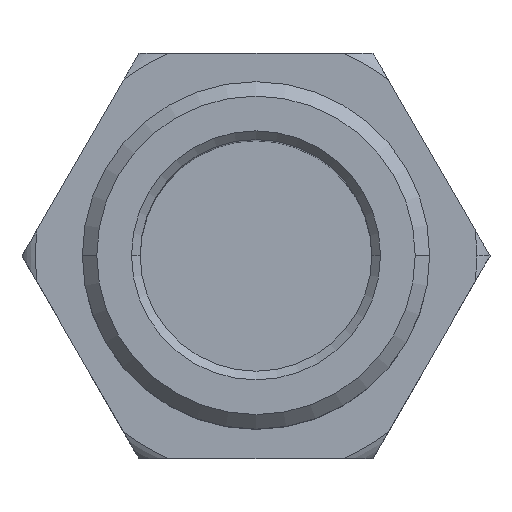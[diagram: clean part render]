
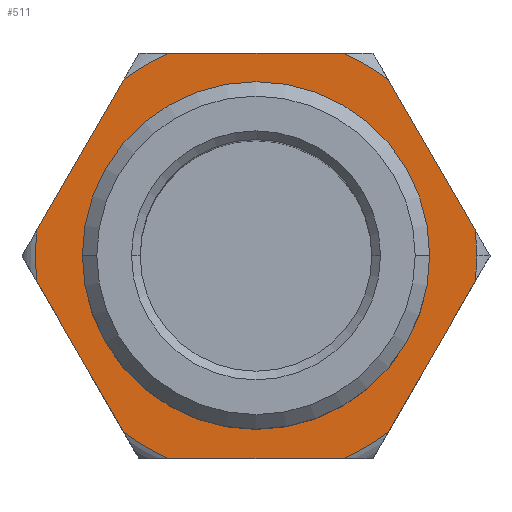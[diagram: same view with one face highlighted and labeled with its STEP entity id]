
A CAD part, top view. The second image highlights one B-rep face of the part: STEP entity #511.
In plain terms, the highlighted planar face has unit normal (0, 0, 1).
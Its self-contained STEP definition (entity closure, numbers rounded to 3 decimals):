
#7 = FACE_BOUND ( 'NONE', #638, .T. ) ;
#21 = LINE ( 'NONE', #1026, #285 ) ;
#42 = ORIENTED_EDGE ( 'NONE', *, *, #791, .F. ) ;
#44 = EDGE_CURVE ( 'NONE', #850, #1515, #1564, .T. ) ;
#45 = VERTEX_POINT ( 'NONE', #1303 ) ;
#64 = CARTESIAN_POINT ( 'NONE',  ( 8.083, 0., -2.5 ) ) ;
#68 = DIRECTION ( 'NONE',  ( 0.5, -0.866, 0. ) ) ;
#82 = EDGE_CURVE ( 'NONE', #1204, #908, #1158, .T. ) ;
#93 = LINE ( 'NONE', #494, #1514 ) ;
#105 = EDGE_CURVE ( 'NONE', #850, #412, #755, .T. ) ;
#110 = VERTEX_POINT ( 'NONE', #1432 ) ;
#120 = ORIENTED_EDGE ( 'NONE', *, *, #1205, .T. ) ;
#136 = DIRECTION ( 'NONE',  ( 0., 0., 1. ) ) ;
#194 = DIRECTION ( 'NONE',  ( 0., 0., 1. ) ) ;
#195 = CIRCLE ( 'NONE', #734, 5.25 ) ;
#220 = DIRECTION ( 'NONE',  ( 1., 0., 0. ) ) ;
#229 = CARTESIAN_POINT ( 'NONE',  ( 4.559, 6.104, -2.5 ) ) ;
#230 = CARTESIAN_POINT ( 'NONE',  ( 0., 0., -2.5 ) ) ;
#248 = ORIENTED_EDGE ( 'NONE', *, *, #1396, .T. ) ;
#263 = CARTESIAN_POINT ( 'NONE',  ( 4.559, -6.104, -2.5 ) ) ;
#269 = DIRECTION ( 'NONE',  ( 0., 0., -1. ) ) ;
#275 = CIRCLE ( 'NONE', #609, 7.619 ) ;
#285 = VECTOR ( 'NONE', #68, 1000. ) ;
#293 = VERTEX_POINT ( 'NONE', #1687 ) ;
#336 = DIRECTION ( 'NONE',  ( 0., 0., 1. ) ) ;
#344 = CARTESIAN_POINT ( 'NONE',  ( -4.041, 7., -2.5 ) ) ;
#346 = CIRCLE ( 'NONE', #829, 7.619 ) ;
#360 = AXIS2_PLACEMENT_3D ( 'NONE', #1614, #816, #1060 ) ;
#364 = CARTESIAN_POINT ( 'NONE',  ( 0., 0., -2.5 ) ) ;
#385 = VECTOR ( 'NONE', #1710, 1000. ) ;
#394 = CIRCLE ( 'NONE', #454, 7.619 ) ;
#412 = VERTEX_POINT ( 'NONE', #263 ) ;
#416 = CARTESIAN_POINT ( 'NONE',  ( 0., 0., -2.5 ) ) ;
#454 = AXIS2_PLACEMENT_3D ( 'NONE', #970, #136, #1112 ) ;
#468 = DIRECTION ( 'NONE',  ( 0., 0., 1. ) ) ;
#475 = DIRECTION ( 'NONE',  ( 1., 0., 0. ) ) ;
#482 = ORIENTED_EDGE ( 'NONE', *, *, #1098, .T. ) ;
#494 = CARTESIAN_POINT ( 'NONE',  ( -4.041, -7., -2.5 ) ) ;
#511 = ADVANCED_FACE ( 'NONE', ( #7, #1753 ), #652, .F. ) ;
#512 = AXIS2_PLACEMENT_3D ( 'NONE', #230, #795, #1610 ) ;
#546 = CARTESIAN_POINT ( 'NONE',  ( 4.041, -7., -2.5 ) ) ;
#553 = LINE ( 'NONE', #344, #1338 ) ;
#561 = EDGE_CURVE ( 'NONE', #1515, #1745, #275, .T. ) ;
#609 = AXIS2_PLACEMENT_3D ( 'NONE', #364, #1190, #220 ) ;
#620 = EDGE_CURVE ( 'NONE', #656, #110, #553, .T. ) ;
#623 = ORIENTED_EDGE ( 'NONE', *, *, #1431, .T. ) ;
#638 = EDGE_LOOP ( 'NONE', ( #832, #120 ) ) ;
#652 = PLANE ( 'NONE',  #512 ) ;
#656 = VERTEX_POINT ( 'NONE', #1326 ) ;
#669 = AXIS2_PLACEMENT_3D ( 'NONE', #1078, #269, #1655 ) ;
#678 = VERTEX_POINT ( 'NONE', #1596 ) ;
#734 = AXIS2_PLACEMENT_3D ( 'NONE', #416, #1242, #1773 ) ;
#755 = LINE ( 'NONE', #64, #385 ) ;
#783 = ORIENTED_EDGE ( 'NONE', *, *, #82, .F. ) ;
#791 = EDGE_CURVE ( 'NONE', #678, #998, #1008, .T. ) ;
#795 = DIRECTION ( 'NONE',  ( 0., 0., -1. ) ) ;
#814 = DIRECTION ( 'NONE',  ( 0., 0., 1. ) ) ;
#816 = DIRECTION ( 'NONE',  ( 0., 0., 1. ) ) ;
#829 = AXIS2_PLACEMENT_3D ( 'NONE', #1594, #468, #1434 ) ;
#832 = ORIENTED_EDGE ( 'NONE', *, *, #881, .T. ) ;
#833 = CARTESIAN_POINT ( 'NONE',  ( -7.566, 0.896, -2.5 ) ) ;
#850 = VERTEX_POINT ( 'NONE', #1253 ) ;
#868 = VERTEX_POINT ( 'NONE', #1764 ) ;
#879 = VECTOR ( 'NONE', #1163, 1000. ) ;
#881 = EDGE_CURVE ( 'NONE', #293, #45, #1651, .T. ) ;
#905 = VERTEX_POINT ( 'NONE', #1258 ) ;
#908 = VERTEX_POINT ( 'NONE', #1071 ) ;
#970 = CARTESIAN_POINT ( 'NONE',  ( 0., 0., -2.5 ) ) ;
#998 = VERTEX_POINT ( 'NONE', #1145 ) ;
#1008 = LINE ( 'NONE', #546, #1370 ) ;
#1011 = ORIENTED_EDGE ( 'NONE', *, *, #105, .F. ) ;
#1026 = CARTESIAN_POINT ( 'NONE',  ( 4.041, 7., -2.5 ) ) ;
#1028 = DIRECTION ( 'NONE',  ( 1., 0., 0. ) ) ;
#1060 = DIRECTION ( 'NONE',  ( 1., 0., 0. ) ) ;
#1067 = AXIS2_PLACEMENT_3D ( 'NONE', #1638, #814, #1781 ) ;
#1071 = CARTESIAN_POINT ( 'NONE',  ( -4.559, 6.104, -2.5 ) ) ;
#1078 = CARTESIAN_POINT ( 'NONE',  ( 0., 0., -2.5 ) ) ;
#1080 = CARTESIAN_POINT ( 'NONE',  ( 7.566, 0.896, -2.5 ) ) ;
#1098 = EDGE_CURVE ( 'NONE', #1204, #868, #1391, .T. ) ;
#1112 = DIRECTION ( 'NONE',  ( 1., 0., 0. ) ) ;
#1123 = EDGE_CURVE ( 'NONE', #1309, #1745, #21, .T. ) ;
#1132 = CIRCLE ( 'NONE', #360, 7.619 ) ;
#1145 = CARTESIAN_POINT ( 'NONE',  ( -3.007, -7., -2.5 ) ) ;
#1146 = AXIS2_PLACEMENT_3D ( 'NONE', #1166, #194, #1028 ) ;
#1156 = ORIENTED_EDGE ( 'NONE', *, *, #1770, .T. ) ;
#1158 = LINE ( 'NONE', #1298, #879 ) ;
#1163 = DIRECTION ( 'NONE',  ( 0.5, 0.866, 0. ) ) ;
#1164 = CARTESIAN_POINT ( 'NONE',  ( 0., 0., -2.5 ) ) ;
#1166 = CARTESIAN_POINT ( 'NONE',  ( 0., 0., -2.5 ) ) ;
#1171 = DIRECTION ( 'NONE',  ( 1., 0., 0. ) ) ;
#1190 = DIRECTION ( 'NONE',  ( 0., 0., 1. ) ) ;
#1204 = VERTEX_POINT ( 'NONE', #833 ) ;
#1205 = EDGE_CURVE ( 'NONE', #45, #293, #195, .T. ) ;
#1217 = ORIENTED_EDGE ( 'NONE', *, *, #1123, .F. ) ;
#1242 = DIRECTION ( 'NONE',  ( 0., 0., -1. ) ) ;
#1253 = CARTESIAN_POINT ( 'NONE',  ( 7.566, -0.896, -2.5 ) ) ;
#1258 = CARTESIAN_POINT ( 'NONE',  ( -4.559, -6.104, -2.5 ) ) ;
#1268 = EDGE_LOOP ( 'NONE', ( #623, #783, #482, #1708, #248, #42, #1617, #1011, #1351, #1654, #1217, #1156, #1420 ) ) ;
#1298 = CARTESIAN_POINT ( 'NONE',  ( -8.083, 0., -2.5 ) ) ;
#1299 = CARTESIAN_POINT ( 'NONE',  ( 7.619, 0., -2.5 ) ) ;
#1303 = CARTESIAN_POINT ( 'NONE',  ( -5.25, 0., -2.5 ) ) ;
#1309 = VERTEX_POINT ( 'NONE', #229 ) ;
#1326 = CARTESIAN_POINT ( 'NONE',  ( -3.007, 7., -2.5 ) ) ;
#1338 = VECTOR ( 'NONE', #1171, 1000. ) ;
#1340 = EDGE_CURVE ( 'NONE', #678, #412, #1132, .T. ) ;
#1351 = ORIENTED_EDGE ( 'NONE', *, *, #44, .T. ) ;
#1358 = DIRECTION ( 'NONE',  ( -1., 0., 0. ) ) ;
#1370 = VECTOR ( 'NONE', #1358, 1000. ) ;
#1391 = CIRCLE ( 'NONE', #1554, 7.619 ) ;
#1396 = EDGE_CURVE ( 'NONE', #905, #998, #394, .T. ) ;
#1420 = ORIENTED_EDGE ( 'NONE', *, *, #620, .F. ) ;
#1429 = CIRCLE ( 'NONE', #1067, 7.619 ) ;
#1431 = EDGE_CURVE ( 'NONE', #656, #908, #346, .T. ) ;
#1432 = CARTESIAN_POINT ( 'NONE',  ( 3.007, 7., -2.5 ) ) ;
#1434 = DIRECTION ( 'NONE',  ( 1., 0., 0. ) ) ;
#1514 = VECTOR ( 'NONE', #1750, 1000. ) ;
#1515 = VERTEX_POINT ( 'NONE', #1299 ) ;
#1554 = AXIS2_PLACEMENT_3D ( 'NONE', #1164, #336, #475 ) ;
#1564 = CIRCLE ( 'NONE', #1146, 7.619 ) ;
#1594 = CARTESIAN_POINT ( 'NONE',  ( 0., 0., -2.5 ) ) ;
#1596 = CARTESIAN_POINT ( 'NONE',  ( 3.007, -7., -2.5 ) ) ;
#1610 = DIRECTION ( 'NONE',  ( -1., 0., 0. ) ) ;
#1614 = CARTESIAN_POINT ( 'NONE',  ( 0., 0., -2.5 ) ) ;
#1617 = ORIENTED_EDGE ( 'NONE', *, *, #1340, .T. ) ;
#1637 = EDGE_CURVE ( 'NONE', #905, #868, #93, .T. ) ;
#1638 = CARTESIAN_POINT ( 'NONE',  ( 0., 0., -2.5 ) ) ;
#1651 = CIRCLE ( 'NONE', #669, 5.25 ) ;
#1654 = ORIENTED_EDGE ( 'NONE', *, *, #561, .T. ) ;
#1655 = DIRECTION ( 'NONE',  ( -1., 0., 0. ) ) ;
#1687 = CARTESIAN_POINT ( 'NONE',  ( 5.25, 0., -2.5 ) ) ;
#1708 = ORIENTED_EDGE ( 'NONE', *, *, #1637, .F. ) ;
#1710 = DIRECTION ( 'NONE',  ( -0.5, -0.866, 0. ) ) ;
#1745 = VERTEX_POINT ( 'NONE', #1080 ) ;
#1750 = DIRECTION ( 'NONE',  ( -0.5, 0.866, 0. ) ) ;
#1753 = FACE_OUTER_BOUND ( 'NONE', #1268, .T. ) ;
#1764 = CARTESIAN_POINT ( 'NONE',  ( -7.566, -0.896, -2.5 ) ) ;
#1770 = EDGE_CURVE ( 'NONE', #1309, #110, #1429, .T. ) ;
#1773 = DIRECTION ( 'NONE',  ( -1., 0., 0. ) ) ;
#1781 = DIRECTION ( 'NONE',  ( 1., 0., 0. ) ) ;
